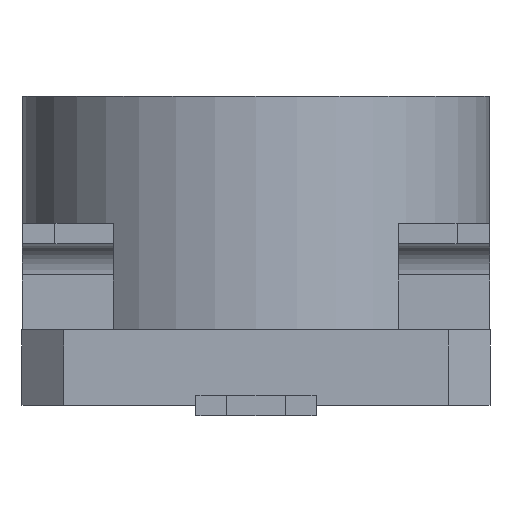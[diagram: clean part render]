
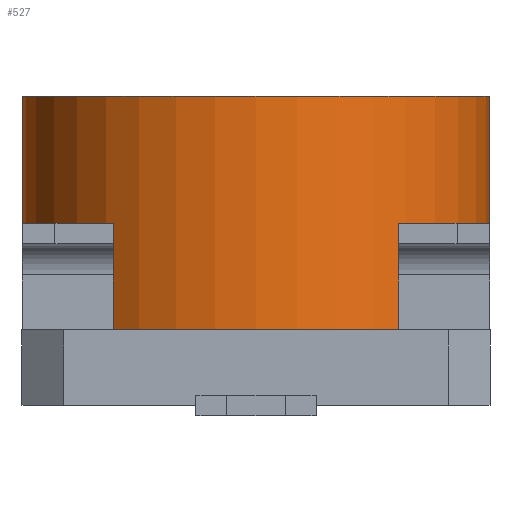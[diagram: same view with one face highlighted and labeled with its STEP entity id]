
A CAD part, front view. The second image highlights one B-rep face of the part: STEP entity #527.
In plain terms, the highlighted cylindrical face has radius 3.4 mm (diameter 6.8 mm), a partial arc.
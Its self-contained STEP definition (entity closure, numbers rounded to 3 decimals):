
#66 = VERTEX_POINT('',#67);
#67 = CARTESIAN_POINT('',(3.4,5.,4.5));
#74 = EDGE_CURVE('',#66,#75,#77,.T.);
#75 = VERTEX_POINT('',#76);
#76 = CARTESIAN_POINT('',(3.4,5.,1.1));
#77 = LINE('',#78,#79);
#78 = CARTESIAN_POINT('',(3.4,5.,18.617));
#79 = VECTOR('',#80,1.);
#80 = DIRECTION('',(-0.,-0.,-1.));
#92 = VERTEX_POINT('',#93);
#93 = CARTESIAN_POINT('',(-3.4,5.,1.1));
#100 = EDGE_CURVE('',#101,#92,#103,.T.);
#101 = VERTEX_POINT('',#102);
#102 = CARTESIAN_POINT('',(-3.4,5.,4.5));
#103 = LINE('',#104,#105);
#104 = CARTESIAN_POINT('',(-3.4,5.,18.617));
#105 = VECTOR('',#106,1.);
#106 = DIRECTION('',(-0.,-0.,-1.));
#515 = EDGE_CURVE('',#92,#75,#516,.T.);
#516 = CIRCLE('',#517,3.4);
#517 = AXIS2_PLACEMENT_3D('',#518,#519,#520);
#518 = CARTESIAN_POINT('',(0.,5.,1.1));
#519 = DIRECTION('',(0.,0.,1.));
#520 = DIRECTION('',(1.,0.,0.));
#527 = ADVANCED_FACE('',(#528),#540,.T.);
#528 = FACE_BOUND('',#529,.T.);
#529 = EDGE_LOOP('',(#530,#531,#538,#539));
#530 = ORIENTED_EDGE('',*,*,#74,.F.);
#531 = ORIENTED_EDGE('',*,*,#532,.T.);
#532 = EDGE_CURVE('',#66,#101,#533,.T.);
#533 = CIRCLE('',#534,3.4);
#534 = AXIS2_PLACEMENT_3D('',#535,#536,#537);
#535 = CARTESIAN_POINT('',(0.,5.,4.5));
#536 = DIRECTION('',(0.,0.,-1.));
#537 = DIRECTION('',(-1.,0.,0.));
#538 = ORIENTED_EDGE('',*,*,#100,.T.);
#539 = ORIENTED_EDGE('',*,*,#515,.T.);
#540 = CYLINDRICAL_SURFACE('',#541,3.4);
#541 = AXIS2_PLACEMENT_3D('',#542,#543,#544);
#542 = CARTESIAN_POINT('',(0.,5.,18.617));
#543 = DIRECTION('',(-0.,-0.,-1.));
#544 = DIRECTION('',(-1.,0.,0.));
